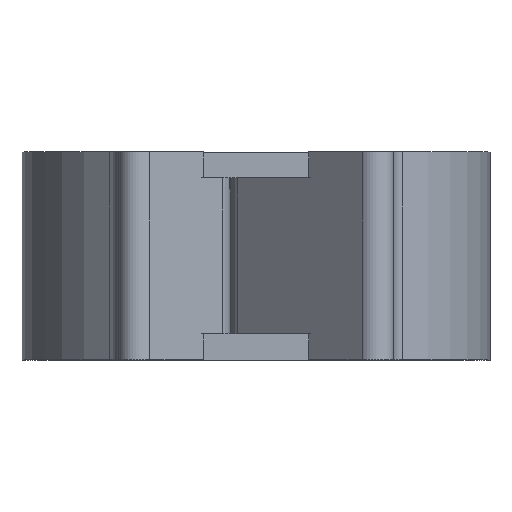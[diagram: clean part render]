
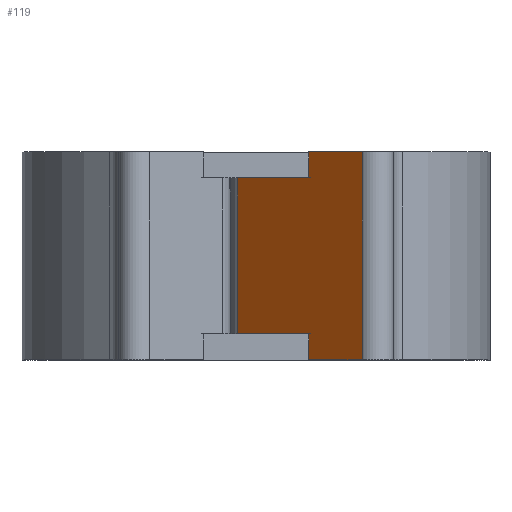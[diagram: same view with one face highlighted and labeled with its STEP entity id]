
A CAD part, top view. The second image highlights one B-rep face of the part: STEP entity #119.
In plain terms, the highlighted planar face has unit normal (-0.707, 0, 0.707).
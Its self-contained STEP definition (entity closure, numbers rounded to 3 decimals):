
#119 = ADVANCED_FACE( '', ( #290 ), #291, .F. );
#290 = FACE_OUTER_BOUND( '', #511, .T. );
#291 = PLANE( '', #512 );
#511 = EDGE_LOOP( '', ( #807, #808, #809, #810, #811, #812, #813, #814 ) );
#512 = AXIS2_PLACEMENT_3D( '', #815, #816, #817 );
#807 = ORIENTED_EDGE( '', *, *, #1443, .T. );
#808 = ORIENTED_EDGE( '', *, *, #1444, .F. );
#809 = ORIENTED_EDGE( '', *, *, #1417, .F. );
#810 = ORIENTED_EDGE( '', *, *, #1445, .F. );
#811 = ORIENTED_EDGE( '', *, *, #1446, .F. );
#812 = ORIENTED_EDGE( '', *, *, #1447, .T. );
#813 = ORIENTED_EDGE( '', *, *, #1448, .F. );
#814 = ORIENTED_EDGE( '', *, *, #1449, .T. );
#815 = CARTESIAN_POINT( '', ( -0.354, -2., 4.804 ) );
#816 = DIRECTION( '', ( 0.707, 0., -0.707 ) );
#817 = DIRECTION( '', ( -0.707, 0., -0.707 ) );
#1417 = EDGE_CURVE( '', #1727, #1729, #1730, .T. );
#1443 = EDGE_CURVE( '', #1771, #1772, #1773, .T. );
#1444 = EDGE_CURVE( '', #1729, #1772, #1774, .T. );
#1445 = EDGE_CURVE( '', #1775, #1727, #1776, .T. );
#1446 = EDGE_CURVE( '', #1777, #1775, #1778, .T. );
#1447 = EDGE_CURVE( '', #1777, #1779, #1780, .T. );
#1448 = EDGE_CURVE( '', #1781, #1779, #1782, .T. );
#1449 = EDGE_CURVE( '', #1781, #1771, #1783, .T. );
#1727 = VERTEX_POINT( '', #2161 );
#1729 = VERTEX_POINT( '', #2163 );
#1730 = LINE( '', #2164, #2165 );
#1771 = VERTEX_POINT( '', #2221 );
#1772 = VERTEX_POINT( '', #2222 );
#1773 = LINE( '', #2223, #2224 );
#1774 = LINE( '', #2225, #2226 );
#1775 = VERTEX_POINT( '', #2227 );
#1776 = LINE( '', #2228, #2229 );
#1777 = VERTEX_POINT( '', #2230 );
#1778 = LINE( '', #2231, #2232 );
#1779 = VERTEX_POINT( '', #2233 );
#1780 = LINE( '', #2234, #2235 );
#1781 = VERTEX_POINT( '', #2236 );
#1782 = LINE( '', #2237, #2238 );
#1783 = LINE( '', #2239, #2240 );
#2161 = CARTESIAN_POINT( '', ( -0.354, 1.5, 4.804 ) );
#2163 = CARTESIAN_POINT( '', ( 1.014, 1.5, 6.171 ) );
#2164 = CARTESIAN_POINT( '', ( -0.354, 1.5, 4.804 ) );
#2165 = VECTOR( '', #2628, 1000. );
#2221 = CARTESIAN_POINT( '', ( 2.04, 2., 7.197 ) );
#2222 = CARTESIAN_POINT( '', ( 1.014, 2., 6.171 ) );
#2223 = CARTESIAN_POINT( '', ( -0.354, 2., 4.804 ) );
#2224 = VECTOR( '', #2659, 1000. );
#2225 = CARTESIAN_POINT( '', ( 1.014, 1.5, 6.171 ) );
#2226 = VECTOR( '', #2660, 1000. );
#2227 = CARTESIAN_POINT( '', ( -0.354, -1.5, 4.804 ) );
#2228 = CARTESIAN_POINT( '', ( -0.354, -2., 4.804 ) );
#2229 = VECTOR( '', #2661, 1000. );
#2230 = CARTESIAN_POINT( '', ( 1.014, -1.5, 6.171 ) );
#2231 = CARTESIAN_POINT( '', ( -0.354, -1.5, 4.804 ) );
#2232 = VECTOR( '', #2662, 1000. );
#2233 = CARTESIAN_POINT( '', ( 1.014, -2., 6.171 ) );
#2234 = CARTESIAN_POINT( '', ( 1.014, -1.5, 6.171 ) );
#2235 = VECTOR( '', #2663, 1000. );
#2236 = CARTESIAN_POINT( '', ( 2.04, -2., 7.197 ) );
#2237 = CARTESIAN_POINT( '', ( -0.354, -2., 4.804 ) );
#2238 = VECTOR( '', #2664, 1000. );
#2239 = CARTESIAN_POINT( '', ( 2.04, -2., 7.197 ) );
#2240 = VECTOR( '', #2665, 1000. );
#2628 = DIRECTION( '', ( 0.707, 0., 0.707 ) );
#2659 = DIRECTION( '', ( -0.707, 0., -0.707 ) );
#2660 = DIRECTION( '', ( 0., 1., 0. ) );
#2661 = DIRECTION( '', ( 0., 1., 0. ) );
#2662 = DIRECTION( '', ( -0.707, 0., -0.707 ) );
#2663 = DIRECTION( '', ( 0., -1., 0. ) );
#2664 = DIRECTION( '', ( -0.707, 0., -0.707 ) );
#2665 = DIRECTION( '', ( 0., 1., 0. ) );
